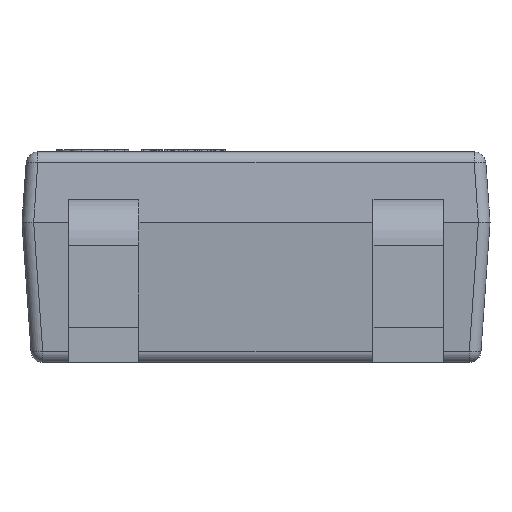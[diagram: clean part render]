
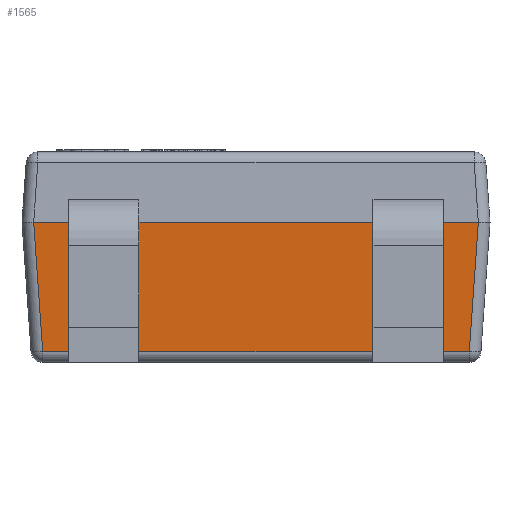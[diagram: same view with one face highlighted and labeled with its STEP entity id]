
A CAD part, front view. The second image highlights one B-rep face of the part: STEP entity #1565.
In plain terms, the highlighted planar face has unit normal (0, -0.998, -0.07).
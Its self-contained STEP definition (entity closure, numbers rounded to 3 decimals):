
#115 = CARTESIAN_POINT ( 'NONE',  ( -1., -0.625, 0. ) ) ;
#347 = VERTEX_POINT ( 'NONE', #4340 ) ;
#350 = DIRECTION ( 'NONE',  ( 1., 0., 0. ) ) ;
#380 = CARTESIAN_POINT ( 'NONE',  ( -0.5, -0.625, 0. ) ) ;
#416 = CARTESIAN_POINT ( 'NONE',  ( -0.8, -0.62, -0.077 ) ) ;
#820 = LINE ( 'NONE', #3911, #8401 ) ;
#826 = EDGE_CURVE ( 'NONE', #1881, #12057, #820, .T. ) ;
#909 = ORIENTED_EDGE ( 'NONE', *, *, #1554, .F. ) ;
#1003 = CARTESIAN_POINT ( 'NONE',  ( 0.8, -0.625, 0. ) ) ;
#1040 = PLANE ( 'NONE',  #12492 ) ;
#1084 = VERTEX_POINT ( 'NONE', #12120 ) ;
#1258 = VECTOR ( 'NONE', #4136, 1000. ) ;
#1475 = CARTESIAN_POINT ( 'NONE',  ( 0.911, -0.586, -0.553 ) ) ;
#1551 = LINE ( 'NONE', #10174, #8122 ) ;
#1554 = EDGE_CURVE ( 'NONE', #9694, #13865, #9677, .T. ) ;
#1565 = ADVANCED_FACE ( 'NONE', ( #2452 ), #1040, .T. ) ;
#1603 = DIRECTION ( 'NONE',  ( 0., 0.07, -0.998 ) ) ;
#1663 = VECTOR ( 'NONE', #11821, 1000. ) ;
#1881 = VERTEX_POINT ( 'NONE', #4528 ) ;
#1914 = VERTEX_POINT ( 'NONE', #13198 ) ;
#1960 = DIRECTION ( 'NONE',  ( 1., 0., 0. ) ) ;
#2042 = CARTESIAN_POINT ( 'NONE',  ( 0.5, -0.625, 0. ) ) ;
#2254 = DIRECTION ( 'NONE',  ( -1., 0., 0. ) ) ;
#2419 = CARTESIAN_POINT ( 'NONE',  ( 0.8, -0.62, -0.077 ) ) ;
#2420 = VECTOR ( 'NONE', #2254, 1000. ) ;
#2452 = FACE_OUTER_BOUND ( 'NONE', #10271, .T. ) ;
#2611 = DIRECTION ( 'NONE',  ( 0.07, 0.07, -0.995 ) ) ;
#2645 = ORIENTED_EDGE ( 'NONE', *, *, #3931, .T. ) ;
#3024 = ORIENTED_EDGE ( 'NONE', *, *, #11919, .F. ) ;
#3126 = DIRECTION ( 'NONE',  ( 0., -0.07, 0.998 ) ) ;
#3372 = CARTESIAN_POINT ( 'NONE',  ( 0.8, -0.625, 0. ) ) ;
#3480 = CARTESIAN_POINT ( 'NONE',  ( -1., -0.625, 0. ) ) ;
#3611 = VERTEX_POINT ( 'NONE', #1003 ) ;
#3882 = ORIENTED_EDGE ( 'NONE', *, *, #9173, .T. ) ;
#3887 = VERTEX_POINT ( 'NONE', #1475 ) ;
#3911 = CARTESIAN_POINT ( 'NONE',  ( -1., -0.625, 0. ) ) ;
#3931 = EDGE_CURVE ( 'NONE', #1914, #12057, #13762, .T. ) ;
#4136 = DIRECTION ( 'NONE',  ( 0., -0.07, 0.998 ) ) ;
#4340 = CARTESIAN_POINT ( 'NONE',  ( 0.5, -0.62, -0.077 ) ) ;
#4399 = LINE ( 'NONE', #10733, #1663 ) ;
#4528 = CARTESIAN_POINT ( 'NONE',  ( -0.95, -0.625, 0. ) ) ;
#4633 = VERTEX_POINT ( 'NONE', #13688 ) ;
#4877 = VECTOR ( 'NONE', #7746, 1000. ) ;
#5069 = VECTOR ( 'NONE', #9613, 1000. ) ;
#5325 = LINE ( 'NONE', #8529, #1258 ) ;
#5428 = CARTESIAN_POINT ( 'NONE',  ( -0.8, -0.625, 0. ) ) ;
#6010 = ORIENTED_EDGE ( 'NONE', *, *, #9182, .T. ) ;
#6151 = CARTESIAN_POINT ( 'NONE',  ( 0.95, -0.625, 0. ) ) ;
#6358 = CARTESIAN_POINT ( 'NONE',  ( 0.8, -0.62, -0.077 ) ) ;
#6485 = LINE ( 'NONE', #2042, #11750 ) ;
#6796 = VECTOR ( 'NONE', #12828, 1000. ) ;
#7055 = CARTESIAN_POINT ( 'NONE',  ( 0.958, -0.586, -0.553 ) ) ;
#7108 = EDGE_CURVE ( 'NONE', #1914, #4633, #13308, .T. ) ;
#7286 = ORIENTED_EDGE ( 'NONE', *, *, #7108, .F. ) ;
#7443 = VECTOR ( 'NONE', #350, 1000. ) ;
#7491 = LINE ( 'NONE', #6358, #2420 ) ;
#7571 = ORIENTED_EDGE ( 'NONE', *, *, #7795, .F. ) ;
#7746 = DIRECTION ( 'NONE',  ( 1., 0., 0. ) ) ;
#7795 = EDGE_CURVE ( 'NONE', #10578, #3611, #12968, .T. ) ;
#7903 = DIRECTION ( 'NONE',  ( 1., 0., 0. ) ) ;
#7976 = LINE ( 'NONE', #7055, #13717 ) ;
#8122 = VECTOR ( 'NONE', #2611, 1000. ) ;
#8333 = ORIENTED_EDGE ( 'NONE', *, *, #11024, .T. ) ;
#8401 = VECTOR ( 'NONE', #1960, 1000. ) ;
#8420 = EDGE_CURVE ( 'NONE', #3887, #11891, #4399, .T. ) ;
#8443 = VECTOR ( 'NONE', #3126, 1000. ) ;
#8529 = CARTESIAN_POINT ( 'NONE',  ( -0.5, -0.625, 0. ) ) ;
#8707 = ORIENTED_EDGE ( 'NONE', *, *, #8420, .T. ) ;
#9021 = DIRECTION ( 'NONE',  ( 0., -0.998, -0.07 ) ) ;
#9173 = EDGE_CURVE ( 'NONE', #1084, #3887, #7976, .T. ) ;
#9182 = EDGE_CURVE ( 'NONE', #1881, #1084, #1551, .T. ) ;
#9613 = DIRECTION ( 'NONE',  ( 1., 0., 0. ) ) ;
#9677 = LINE ( 'NONE', #3480, #4877 ) ;
#9694 = VERTEX_POINT ( 'NONE', #380 ) ;
#10174 = CARTESIAN_POINT ( 'NONE',  ( -0.95, -0.625, 0.003 ) ) ;
#10241 = CARTESIAN_POINT ( 'NONE',  ( -0.8, -0.625, 0. ) ) ;
#10271 = EDGE_LOOP ( 'NONE', ( #3882, #8707, #3024, #7571, #11006, #8333, #909, #13828, #7286, #2645, #11715, #6010 ) ) ;
#10315 = CARTESIAN_POINT ( 'NONE',  ( 0.5, -0.625, 0. ) ) ;
#10578 = VERTEX_POINT ( 'NONE', #2419 ) ;
#10588 = DIRECTION ( 'NONE',  ( 0., -0.07, 0.998 ) ) ;
#10733 = CARTESIAN_POINT ( 'NONE',  ( 0.941, -0.616, -0.135 ) ) ;
#11006 = ORIENTED_EDGE ( 'NONE', *, *, #13676, .T. ) ;
#11024 = EDGE_CURVE ( 'NONE', #347, #13865, #6485, .T. ) ;
#11686 = LINE ( 'NONE', #115, #5069 ) ;
#11715 = ORIENTED_EDGE ( 'NONE', *, *, #826, .F. ) ;
#11750 = VECTOR ( 'NONE', #10588, 1000. ) ;
#11821 = DIRECTION ( 'NONE',  ( 0.07, -0.07, 0.995 ) ) ;
#11891 = VERTEX_POINT ( 'NONE', #6151 ) ;
#11909 = EDGE_CURVE ( 'NONE', #4633, #9694, #5325, .T. ) ;
#11919 = EDGE_CURVE ( 'NONE', #3611, #11891, #11686, .T. ) ;
#12057 = VERTEX_POINT ( 'NONE', #10241 ) ;
#12120 = CARTESIAN_POINT ( 'NONE',  ( -0.911, -0.586, -0.553 ) ) ;
#12296 = CARTESIAN_POINT ( 'NONE',  ( -1., -0.625, 0. ) ) ;
#12492 = AXIS2_PLACEMENT_3D ( 'NONE', #12296, #9021, #1603 ) ;
#12828 = DIRECTION ( 'NONE',  ( 0., -0.07, 0.998 ) ) ;
#12968 = LINE ( 'NONE', #3372, #6796 ) ;
#13198 = CARTESIAN_POINT ( 'NONE',  ( -0.8, -0.62, -0.077 ) ) ;
#13308 = LINE ( 'NONE', #416, #7443 ) ;
#13676 = EDGE_CURVE ( 'NONE', #10578, #347, #7491, .T. ) ;
#13688 = CARTESIAN_POINT ( 'NONE',  ( -0.5, -0.62, -0.077 ) ) ;
#13717 = VECTOR ( 'NONE', #7903, 1000. ) ;
#13762 = LINE ( 'NONE', #5428, #8443 ) ;
#13828 = ORIENTED_EDGE ( 'NONE', *, *, #11909, .F. ) ;
#13865 = VERTEX_POINT ( 'NONE', #10315 ) ;
